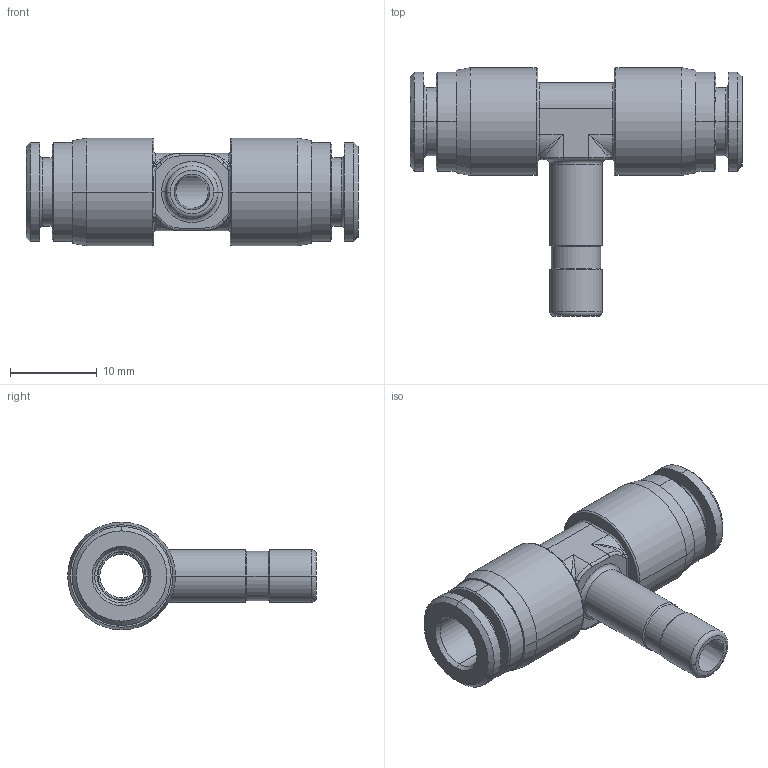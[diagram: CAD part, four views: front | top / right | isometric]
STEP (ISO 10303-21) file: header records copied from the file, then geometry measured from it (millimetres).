
FILE_DESCRIPTION(( 'MXP.44.06.06.stp' ), '1');
FILE_NAME( 'MXP.44.06.06.stp', '2021-02-22T15:46:36',( 'Sopra'),('sopra-pneumatic.com'), 'SwSTEP 2.0','SolidWorks 2009','' );
FILE_SCHEMA(('CONFIG_CONTROL_DESIGN'));
Length unit declared in the file: millimetre
Products named in the file (1): 367039B_912V-6FF-D6
Bounding box: 38.2 x 28.6 x 12.4 mm (x, y, z)
Volume: 2997.7 mm3; surface area: 3066.7 mm2
Topology: 1 solids, 1 shells, 135 faces, 296 edges, 174 vertices
Faces by surface type: cylinder 48, torus 32, cone 22, plane 17, bspline 16
Entity records: 5092 total; most frequent: CARTESIAN_POINT 2081, DIRECTION 673, ORIENTED_EDGE 592, EDGE_CURVE 296, AXIS2_PLACEMENT_3D 293, VERTEX_POINT 174, CIRCLE 174, EDGE_LOOP 150
